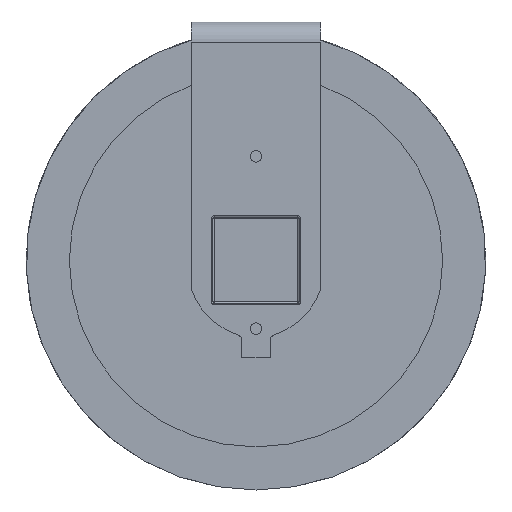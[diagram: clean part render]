
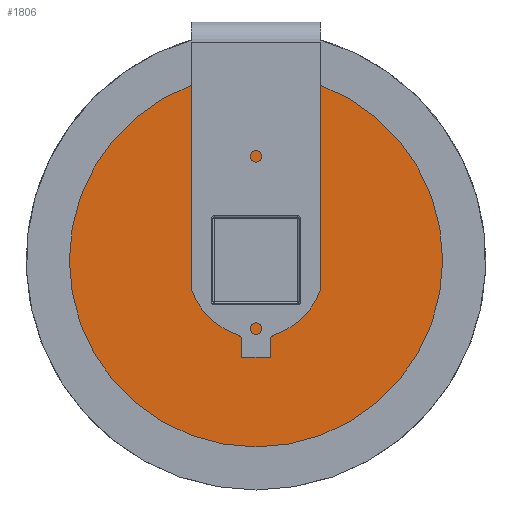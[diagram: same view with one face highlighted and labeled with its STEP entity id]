
A CAD part, front view. The second image highlights one B-rep face of the part: STEP entity #1806.
In plain terms, the highlighted planar face has unit normal (0, -1, 0).
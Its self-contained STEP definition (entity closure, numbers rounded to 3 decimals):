
#74 = CIRCLE ( 'NONE', #82, 6.5 ) ;
#82 = AXIS2_PLACEMENT_3D ( 'NONE', #2077, #2078, #2079 ) ;
#159 = ORIENTED_EDGE ( 'NONE', *, *, #1673, .T. ) ;
#266 = EDGE_LOOP ( 'NONE', ( #786, #605 ) ) ;
#321 = VERTEX_POINT ( 'NONE', #690 ) ;
#349 = VERTEX_POINT ( 'NONE', #819 ) ;
#605 = ORIENTED_EDGE ( 'NONE', *, *, #1560, .T. ) ;
#620 = CARTESIAN_POINT ( 'NONE',  ( 0., -1.5, -2. ) ) ;
#625 = VERTEX_POINT ( 'NONE', #824 ) ;
#690 = CARTESIAN_POINT ( 'NONE',  ( 0., -1.5, 6.5 ) ) ;
#695 = EDGE_LOOP ( 'NONE', ( #159, #785 ) ) ;
#729 = VERTEX_POINT ( 'NONE', #620 ) ;
#785 = ORIENTED_EDGE ( 'NONE', *, *, #1568, .T. ) ;
#786 = ORIENTED_EDGE ( 'NONE', *, *, #1509, .T. ) ;
#819 = CARTESIAN_POINT ( 'NONE',  ( 0., -1.5, 2. ) ) ;
#824 = CARTESIAN_POINT ( 'NONE',  ( 0., -1.5, -6.5 ) ) ;
#1201 = FACE_BOUND ( 'NONE', #695, .T. ) ;
#1220 = PLANE ( 'NONE',  #3210 ) ;
#1235 = DIRECTION ( 'NONE',  ( 0., 0., -1. ) ) ;
#1395 = CARTESIAN_POINT ( 'NONE',  ( 0., -1.5, 0. ) ) ;
#1439 = FACE_OUTER_BOUND ( 'NONE', #266, .T. ) ;
#1467 = DIRECTION ( 'NONE',  ( 0., -1., 0. ) ) ;
#1509 = EDGE_CURVE ( 'NONE', #625, #321, #74, .T. ) ;
#1560 = EDGE_CURVE ( 'NONE', #321, #625, #2866, .T. ) ;
#1568 = EDGE_CURVE ( 'NONE', #349, #729, #2818, .T. ) ;
#1673 = EDGE_CURVE ( 'NONE', #729, #349, #2969, .T. ) ;
#1806 = ADVANCED_FACE ( 'NONE', ( #1439, #1201 ), #1220, .T. ) ;
#2042 = DIRECTION ( 'NONE',  ( 0., 0., -1. ) ) ;
#2045 = CARTESIAN_POINT ( 'NONE',  ( 0., -1.5, 0. ) ) ;
#2047 = DIRECTION ( 'NONE',  ( 0., 1., 0. ) ) ;
#2077 = CARTESIAN_POINT ( 'NONE',  ( 0., -1.5, 0. ) ) ;
#2078 = DIRECTION ( 'NONE',  ( 0., -1., 0. ) ) ;
#2079 = DIRECTION ( 'NONE',  ( 0., 0., -1. ) ) ;
#2117 = CARTESIAN_POINT ( 'NONE',  ( 0., -1.5, 0. ) ) ;
#2190 = DIRECTION ( 'NONE',  ( 0., 1., 0. ) ) ;
#2224 = CARTESIAN_POINT ( 'NONE',  ( 0., -1.5, 0. ) ) ;
#2232 = DIRECTION ( 'NONE',  ( 0., 0., -1. ) ) ;
#2234 = DIRECTION ( 'NONE',  ( 0., -1., 0. ) ) ;
#2255 = DIRECTION ( 'NONE',  ( 0., 0., -1. ) ) ;
#2818 = CIRCLE ( 'NONE', #3266, 2. ) ;
#2864 = AXIS2_PLACEMENT_3D ( 'NONE', #2224, #2234, #2232 ) ;
#2866 = CIRCLE ( 'NONE', #2864, 6.5 ) ;
#2969 = CIRCLE ( 'NONE', #3172, 2. ) ;
#3172 = AXIS2_PLACEMENT_3D ( 'NONE', #2117, #2190, #2255 ) ;
#3210 = AXIS2_PLACEMENT_3D ( 'NONE', #1395, #1467, #1235 ) ;
#3266 = AXIS2_PLACEMENT_3D ( 'NONE', #2045, #2047, #2042 ) ;
